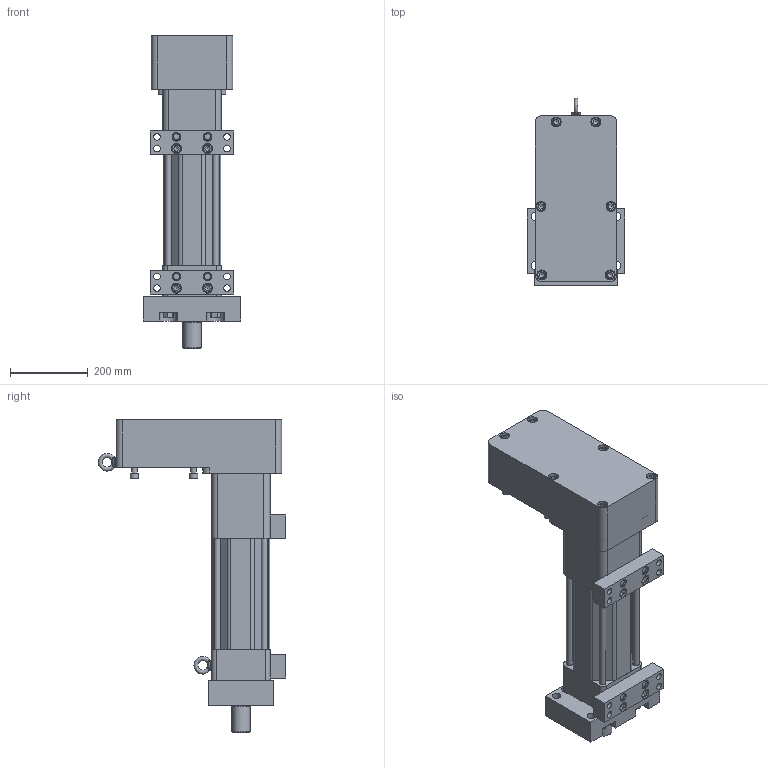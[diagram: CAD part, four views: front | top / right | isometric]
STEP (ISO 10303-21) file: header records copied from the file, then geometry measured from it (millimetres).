
FILE_DESCRIPTION (( 'STEP AP203' ), '1' );
FILE_NAME ('RS-477175-1.step', '2024-12-19T17:31:38', ( '' ), ( '' ), 'SwSTEP 2.0', 'SolidWorks 2024', '' );
FILE_SCHEMA (( 'CONFIG_CONTROL_DESIGN' ));
Length unit declared in the file: inch
Products named in the file (7): RS-477175-1; 81009082_RS-477175-1; 21711115_RS-477175-1; 21711261_RS-477175-1; Base_RS-477175-1; tempJoin0_21719006_RS-477175-1; tempJoin0_21719017_RS-477175-1
Assembly tree (10 placements, depth 2):
  RS-477175-1
    21711261_RS-477175-1
    21711115_RS-477175-1  x3
    tempJoin0_21719017_RS-477175-1
    81009082_RS-477175-1  x3
    tempJoin0_21719006_RS-477175-1
    Base_RS-477175-1
Bounding box: 250 x 481.16 x 802.3 mm (x, y, z)
Volume: 20572838.5 mm3; surface area: 1841516.4 mm2
Topology: 17 solids, 27 shells, 2733 faces, 7225 edges, 4740 vertices
Faces by surface type: plane 1245, cylinder 1100, bspline 255, cone 112, torus 20, sphere 1
Full cylindrical faces by diameter (mm): 1 x6, 2.25 x6, 2.43 x3, 3.175 x1, 4.755 x6, 4.762 x1, 7.9 x1, 8 x1, 8.5 x8, 10.16 x6, 12.013 x2, 13.835 x2, 14 x14, 14.381 x4, 15.875 x13, 16 x10, 16.5 x6, 16.66 x4, 16.662 x8, 17.272 x6, 17.78 x4, 20 x8, 20.013 x4, 21 x4, 22 x4, 24 x10, 25 x2, 25.4 x12, 25.527 x4, 31.75 x1
Entity records: 78293 total; most frequent: CARTESIAN_POINT 21395, DIRECTION 11913, ORIENTED_EDGE 11334, EDGE_CURVE 5667, AXIS2_PLACEMENT_3D 4486, VERTEX_POINT 3851, LINE 2941, VECTOR 2941
